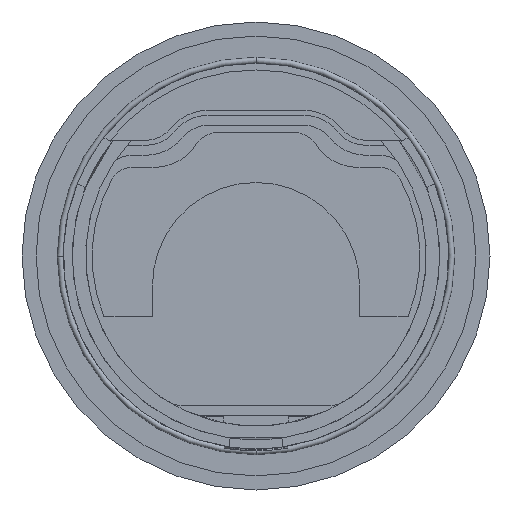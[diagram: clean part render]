
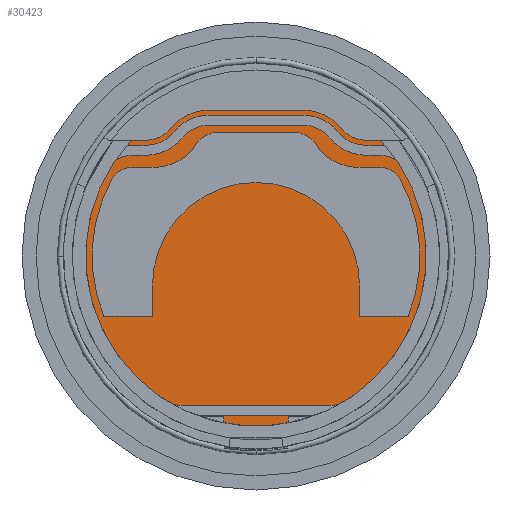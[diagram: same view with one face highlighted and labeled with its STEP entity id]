
A CAD part, front view. The second image highlights one B-rep face of the part: STEP entity #30423.
In plain terms, the highlighted planar face has unit normal (0, -1, 0).
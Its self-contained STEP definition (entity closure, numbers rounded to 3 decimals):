
#1367 = VERTEX_POINT ( 'NONE', #20346 ) ;
#3243 = DIRECTION ( 'NONE',  ( 0., 1., 0. ) ) ;
#3470 = CARTESIAN_POINT ( 'NONE',  ( -9.6, -8.2, -48.3 ) ) ;
#3695 = EDGE_CURVE ( 'NONE', #18783, #13289, #6588, .T. ) ;
#4235 = PLANE ( 'NONE',  #26846 ) ;
#4706 = CARTESIAN_POINT ( 'NONE',  ( 9.6, -8.2, -55.8 ) ) ;
#5738 = LINE ( 'NONE', #32846, #18318 ) ;
#6588 = CIRCLE ( 'NONE', #33311, 55.4 ) ;
#6906 = DIRECTION ( 'NONE',  ( 0., 1., 0. ) ) ;
#7402 = VECTOR ( 'NONE', #34358, 1000. ) ;
#8070 = CARTESIAN_POINT ( 'NONE',  ( 9.6, -8.2, -55.8 ) ) ;
#8095 = DIRECTION ( 'NONE',  ( 0., 0., -1. ) ) ;
#8401 = VECTOR ( 'NONE', #29159, 1000. ) ;
#9115 = ORIENTED_EDGE ( 'NONE', *, *, #26536, .F. ) ;
#10183 = ORIENTED_EDGE ( 'NONE', *, *, #33740, .F. ) ;
#10807 = VECTOR ( 'NONE', #8095, 1000. ) ;
#11973 = EDGE_CURVE ( 'NONE', #20606, #15053, #27687, .T. ) ;
#12204 = CARTESIAN_POINT ( 'NONE',  ( 0., -8.2, 0. ) ) ;
#13289 = VERTEX_POINT ( 'NONE', #17011 ) ;
#13678 = EDGE_CURVE ( 'NONE', #33778, #18783, #15543, .T. ) ;
#14852 = CARTESIAN_POINT ( 'NONE',  ( -27.134, -8.2, -48.3 ) ) ;
#14940 = DIRECTION ( 'NONE',  ( 0., 0., 1. ) ) ;
#15053 = VERTEX_POINT ( 'NONE', #16638 ) ;
#15543 = LINE ( 'NONE', #26447, #8401 ) ;
#16638 = CARTESIAN_POINT ( 'NONE',  ( 9.6, -8.2, -48.3 ) ) ;
#17011 = CARTESIAN_POINT ( 'NONE',  ( 0., -8.2, 55.4 ) ) ;
#17121 = LINE ( 'NONE', #24019, #10807 ) ;
#17581 = CARTESIAN_POINT ( 'NONE',  ( 0., -8.2, 0. ) ) ;
#18318 = VECTOR ( 'NONE', #30195, 1000. ) ;
#18783 = VERTEX_POINT ( 'NONE', #14852 ) ;
#18836 = DIRECTION ( 'NONE',  ( 0., 0., 1. ) ) ;
#19245 = CARTESIAN_POINT ( 'NONE',  ( 0., -8.2, 0. ) ) ;
#19558 = FACE_OUTER_BOUND ( 'NONE', #20302, .T. ) ;
#20302 = EDGE_LOOP ( 'NONE', ( #22922, #9115, #10183, #26026, #23446, #29165, #34525 ) ) ;
#20346 = CARTESIAN_POINT ( 'NONE',  ( 27.134, -8.2, -48.3 ) ) ;
#20606 = VERTEX_POINT ( 'NONE', #4706 ) ;
#21605 = LINE ( 'NONE', #31692, #7402 ) ;
#21804 = AXIS2_PLACEMENT_3D ( 'NONE', #19245, #3243, #21894 ) ;
#21894 = DIRECTION ( 'NONE',  ( 0., 0., 1. ) ) ;
#22640 = CARTESIAN_POINT ( 'NONE',  ( -9.6, -8.2, -55.8 ) ) ;
#22922 = ORIENTED_EDGE ( 'NONE', *, *, #11973, .T. ) ;
#23446 = ORIENTED_EDGE ( 'NONE', *, *, #13678, .F. ) ;
#24019 = CARTESIAN_POINT ( 'NONE',  ( -9.6, -8.2, -55.8 ) ) ;
#25530 = DIRECTION ( 'NONE',  ( 0., 0., 1. ) ) ;
#25907 = EDGE_CURVE ( 'NONE', #33778, #30352, #17121, .T. ) ;
#26026 = ORIENTED_EDGE ( 'NONE', *, *, #3695, .F. ) ;
#26447 = CARTESIAN_POINT ( 'NONE',  ( -9.6, -8.2, -48.3 ) ) ;
#26536 = EDGE_CURVE ( 'NONE', #1367, #15053, #21605, .T. ) ;
#26844 = VECTOR ( 'NONE', #18836, 1000. ) ;
#26846 = AXIS2_PLACEMENT_3D ( 'NONE', #17581, #6906, #25530 ) ;
#27687 = LINE ( 'NONE', #8070, #26844 ) ;
#29159 = DIRECTION ( 'NONE',  ( -1., 0., 0. ) ) ;
#29165 = ORIENTED_EDGE ( 'NONE', *, *, #25907, .T. ) ;
#30195 = DIRECTION ( 'NONE',  ( 1., 0., 0. ) ) ;
#30352 = VERTEX_POINT ( 'NONE', #22640 ) ;
#30423 = ADVANCED_FACE ( 'NONE', ( #19558 ), #4235, .F. ) ;
#30771 = EDGE_CURVE ( 'NONE', #30352, #20606, #5738, .T. ) ;
#30832 = DIRECTION ( 'NONE',  ( 0., 1., 0. ) ) ;
#31692 = CARTESIAN_POINT ( 'NONE',  ( 9.6, -8.2, -48.3 ) ) ;
#32846 = CARTESIAN_POINT ( 'NONE',  ( -9.6, -8.2, -55.8 ) ) ;
#33311 = AXIS2_PLACEMENT_3D ( 'NONE', #12204, #30832, #14940 ) ;
#33424 = CIRCLE ( 'NONE', #21804, 55.4 ) ;
#33740 = EDGE_CURVE ( 'NONE', #13289, #1367, #33424, .T. ) ;
#33778 = VERTEX_POINT ( 'NONE', #3470 ) ;
#34358 = DIRECTION ( 'NONE',  ( -1., 0., 0. ) ) ;
#34525 = ORIENTED_EDGE ( 'NONE', *, *, #30771, .T. ) ;
